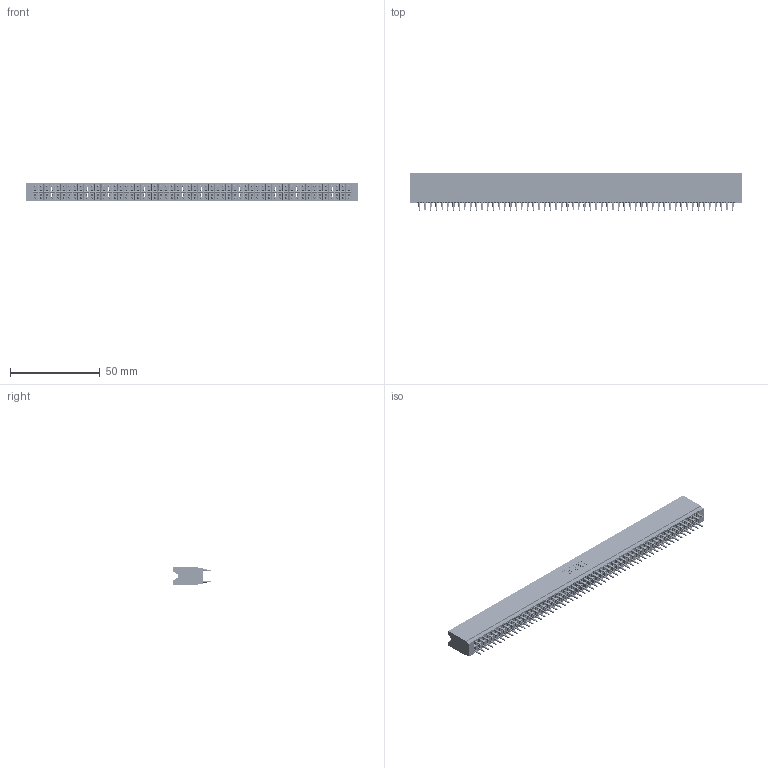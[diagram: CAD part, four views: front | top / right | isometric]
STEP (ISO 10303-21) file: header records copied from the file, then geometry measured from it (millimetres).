
FILE_DESCRIPTION (( 'STEP AP203' ), '1' );
FILE_NAME ('746-112-560-206.STEP', '2026-03-05T01:23:15', ( '' ), ( '' ), 'SwSTEP 2.0', 'SolidWorks 2023', '' );
FILE_SCHEMA (( 'CONFIG_CONTROL_DESIGN' ));
Length unit declared in the file: millimetre
Products named in the file (3): 746-112-560-206; 746 Part_.515 Slot Depth - 06; 746-292-001_560
Assembly tree (113 placements, depth 2):
  746-112-560-206
    746 Part_.515 Slot Depth - 06
    746-292-001_560  x112
Bounding box: 185.04 x 20.82 x 9.91 mm (x, y, z)
Volume: 20109.1 mm3; surface area: 34415.4 mm2
Topology: 113 solids, 113 shells, 10682 faces, 29721 edges, 19047 vertices
Faces by surface type: plane 5320, cylinder 2450, bspline 2240, torus 672
Entity records: 84648 total; most frequent: CARTESIAN_POINT 16702, ORIENTED_EDGE 14598, DIRECTION 12171, EDGE_CURVE 7299, VECTOR 6547, LINE 6547, VERTEX_POINT 4839, AXIS2_PLACEMENT_3D 2812
